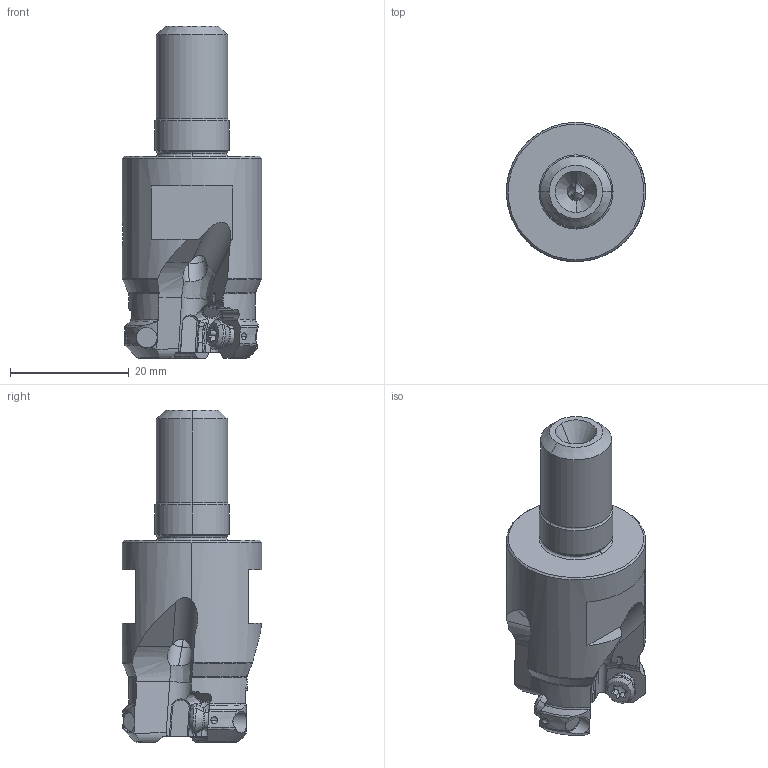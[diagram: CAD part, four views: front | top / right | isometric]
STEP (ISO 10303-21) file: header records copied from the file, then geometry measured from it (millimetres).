
FILE_DESCRIPTION(/* description */ (''),/* implementation_level */ '2;1');
FILE_NAME(/* name */ 'ARP5UPR1603AM1235.stp',/* time_stamp */ '2017-10-10T11:40:35+09:00',/* author */ (''),/* organization */ (''),/* preprocessor_version */ 'ST-DEVELOPER v16',/* originating_system */ 'SIEMENS PLM Software NX 10.0',/* authorisation */ '');
FILE_SCHEMA (('AUTOMOTIVE_DESIGN { 1 0 10303 214 3 1 1 1 }'));
Length unit declared in the file: millimetre
Products named in the file (1): ARP5UPR1603AM1235_ASM
Bounding box: 23.5 x 23.5 x 56.03 mm (x, y, z)
Volume: 11915.4 mm3; surface area: 5427.9 mm2
Topology: 4 solids, 4 shells, 420 faces, 1184 edges, 764 vertices
Faces by surface type: cylinder 165, plane 91, torus 60, cone 56, sphere 21, extrusion 18, bspline 9
Entity records: 18601 total; most frequent: CARTESIAN_POINT 8125, ORIENTED_EDGE 2334, DIRECTION 1999, EDGE_CURVE 1167, AXIS2_PLACEMENT_3D 825, VERTEX_POINT 764, B_SPLINE_CURVE_WITH_KNOTS 442, EDGE_LOOP 441
